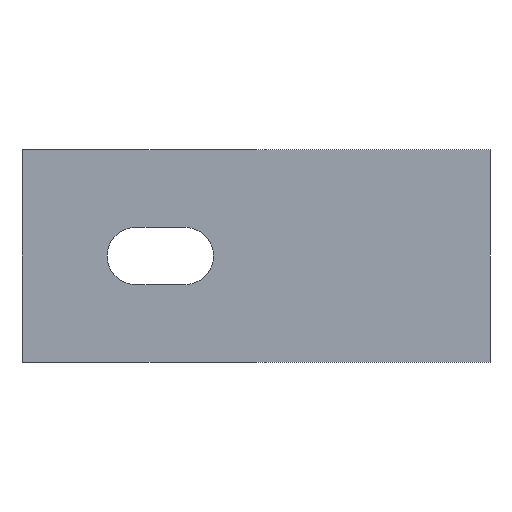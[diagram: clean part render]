
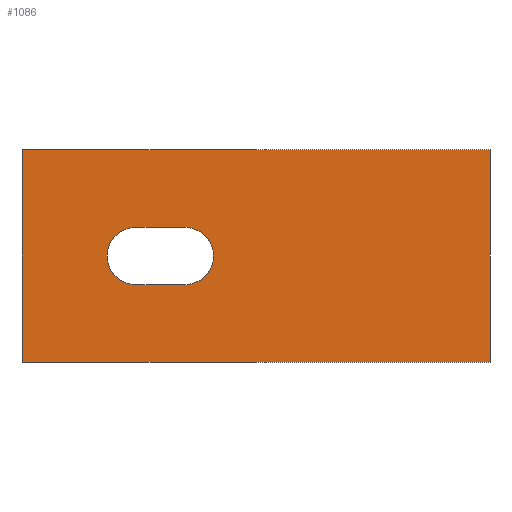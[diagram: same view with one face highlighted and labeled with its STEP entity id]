
A CAD part, left-side view. The second image highlights one B-rep face of the part: STEP entity #1086.
In plain terms, the highlighted planar face has unit normal (-1, 0, 0).
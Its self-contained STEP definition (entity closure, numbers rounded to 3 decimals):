
#863=DIRECTION('',(0.,0.,1.));
#864=VECTOR('',#863,50.);
#865=CARTESIAN_POINT('',(-10.,-8.5,-16.));
#866=LINE('',#865,#864);
#867=DIRECTION('',(0.,-1.,0.));
#868=VECTOR('',#867,110.);
#869=CARTESIAN_POINT('',(-10.,101.5,-16.));
#870=LINE('',#869,#868);
#871=DIRECTION('',(0.,0.,-1.));
#872=VECTOR('',#871,50.);
#873=CARTESIAN_POINT('',(-10.,101.5,34.));
#874=LINE('',#873,#872);
#875=DIRECTION('',(0.,1.,0.));
#876=VECTOR('',#875,110.);
#877=CARTESIAN_POINT('',(-10.,-8.5,34.));
#878=LINE('',#877,#876);
#879=DIRECTION('',(0.,1.,0.));
#880=VECTOR('',#879,11.5);
#881=CARTESIAN_POINT('',(-10.,63.25,2.25));
#882=LINE('',#881,#880);
#883=CARTESIAN_POINT('',(-10.,63.25,9.));
#884=DIRECTION('',(1.,0.,0.));
#885=DIRECTION('',(0.,-1.,0.));
#886=AXIS2_PLACEMENT_3D('',#883,#884,#885);
#888=CARTESIAN_POINT('',(-10.,63.25,9.));
#889=DIRECTION('',(1.,0.,0.));
#890=DIRECTION('',(0.,0.,1.));
#891=AXIS2_PLACEMENT_3D('',#888,#889,#890);
#893=CARTESIAN_POINT('',(-10.,74.75,9.));
#894=DIRECTION('',(1.,0.,0.));
#895=DIRECTION('',(0.,1.,0.));
#896=AXIS2_PLACEMENT_3D('',#893,#894,#895);
#898=CARTESIAN_POINT('',(-10.,74.75,9.));
#899=DIRECTION('',(1.,0.,0.));
#900=DIRECTION('',(0.,0.,-1.));
#901=AXIS2_PLACEMENT_3D('',#898,#899,#900);
#919=DIRECTION('',(0.,1.,0.));
#920=VECTOR('',#919,11.5);
#921=CARTESIAN_POINT('',(-10.,63.25,15.75));
#922=LINE('',#921,#920);
#955=CARTESIAN_POINT('',(-10.,101.5,-16.));
#956=CARTESIAN_POINT('',(-10.,-8.5,-16.));
#957=VERTEX_POINT('',#955);
#958=VERTEX_POINT('',#956);
#959=CARTESIAN_POINT('',(-10.,101.5,34.));
#960=VERTEX_POINT('',#959);
#961=CARTESIAN_POINT('',(-10.,-8.5,34.));
#962=VERTEX_POINT('',#961);
#963=CARTESIAN_POINT('',(-10.,56.5,9.));
#964=CARTESIAN_POINT('',(-10.,63.25,2.25));
#965=VERTEX_POINT('',#963);
#966=VERTEX_POINT('',#964);
#967=CARTESIAN_POINT('',(-10.,63.25,15.75));
#968=VERTEX_POINT('',#967);
#969=CARTESIAN_POINT('',(-10.,74.75,15.75));
#970=VERTEX_POINT('',#969);
#971=CARTESIAN_POINT('',(-10.,81.5,9.));
#972=VERTEX_POINT('',#971);
#973=CARTESIAN_POINT('',(-10.,74.75,2.25));
#974=VERTEX_POINT('',#973);
#1061=CARTESIAN_POINT('',(-10.,94.755,26.781));
#1062=DIRECTION('',(-1.,0.,0.));
#1063=DIRECTION('',(0.,-1.,0.));
#1064=AXIS2_PLACEMENT_3D('',#1061,#1062,#1063);
#1065=PLANE('',#1064);
#1066=ORIENTED_EDGE('',*,*,#1055,.F.);
#1067=ORIENTED_EDGE('',*,*,#1013,.F.);
#1068=ORIENTED_EDGE('',*,*,#1028,.F.);
#1069=ORIENTED_EDGE('',*,*,#1042,.F.);
#1070=EDGE_LOOP('',(#1066,#1067,#1068,#1069));
#1071=FACE_OUTER_BOUND('',#1070,.F.);
#1073=ORIENTED_EDGE('',*,*,#1072,.F.);
#1075=ORIENTED_EDGE('',*,*,#1074,.F.);
#1077=ORIENTED_EDGE('',*,*,#1076,.F.);
#1079=ORIENTED_EDGE('',*,*,#1078,.T.);
#1081=ORIENTED_EDGE('',*,*,#1080,.F.);
#1083=ORIENTED_EDGE('',*,*,#1082,.F.);
#1084=EDGE_LOOP('',(#1073,#1075,#1077,#1079,#1081,#1083));
#1085=FACE_BOUND('',#1084,.F.);
#1086=ADVANCED_FACE('',(#1071,#1085),#1065,.T.);
#887=CIRCLE('',#886,6.75);
#892=CIRCLE('',#891,6.75);
#897=CIRCLE('',#896,6.75);
#902=CIRCLE('',#901,6.75);
#1013=EDGE_CURVE('',#957,#958,#870,.T.);
#1028=EDGE_CURVE('',#960,#957,#874,.T.);
#1042=EDGE_CURVE('',#962,#960,#878,.T.);
#1055=EDGE_CURVE('',#958,#962,#866,.T.);
#1072=EDGE_CURVE('',#966,#974,#882,.T.);
#1074=EDGE_CURVE('',#965,#966,#887,.T.);
#1076=EDGE_CURVE('',#968,#965,#892,.T.);
#1078=EDGE_CURVE('',#968,#970,#922,.T.);
#1080=EDGE_CURVE('',#972,#970,#897,.T.);
#1082=EDGE_CURVE('',#974,#972,#902,.T.);
